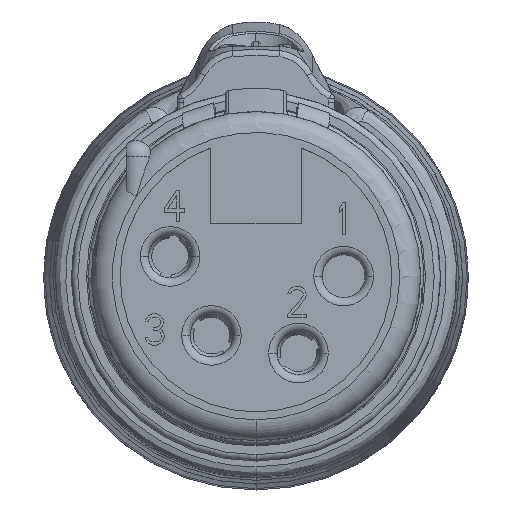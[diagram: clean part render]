
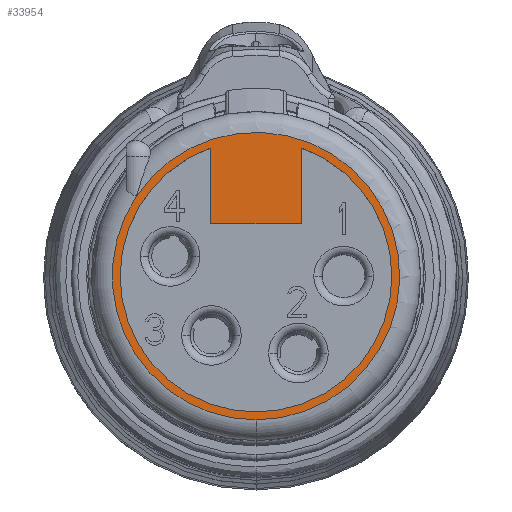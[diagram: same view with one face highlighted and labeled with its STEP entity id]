
A CAD part, top view. The second image highlights one B-rep face of the part: STEP entity #33954.
In plain terms, the highlighted planar face has unit normal (0, 0, 1).
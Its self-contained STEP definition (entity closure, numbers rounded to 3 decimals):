
#9908=CARTESIAN_POINT('',(0.,0.,15.7));
#9909=DIRECTION('',(0.,0.,1.));
#9910=DIRECTION('',(0.,-1.,0.));
#9911=AXIS2_PLACEMENT_3D('',#9908,#9909,#9910);
#9942=CARTESIAN_POINT('',(0.,0.,15.7));
#9943=DIRECTION('',(0.,0.,1.));
#9944=DIRECTION('',(-0.833,0.553,0.));
#9945=AXIS2_PLACEMENT_3D('',#9942,#9943,#9944);
#9947=DIRECTION('',(-1.,0.,0.));
#9948=VECTOR('',#9947,4.14);
#9949=CARTESIAN_POINT('',(2.07,2.5,15.7));
#9950=LINE('',#9949,#9948);
#10147=CARTESIAN_POINT('',(2.07,2.5,15.7));
#10148=CARTESIAN_POINT('',(2.113,2.5,15.7));
#10149=CARTESIAN_POINT('',(2.167,2.533,15.7));
#10150=CARTESIAN_POINT('',(2.2,2.587,15.7));
#10151=CARTESIAN_POINT('',(2.2,2.63,15.7));
#10626=CARTESIAN_POINT('',(0.,0.,15.7));
#10627=DIRECTION('',(0.,0.,-1.));
#10628=DIRECTION('',(0.338,0.941,0.));
#10629=AXIS2_PLACEMENT_3D('',#10626,#10627,#10628);
#10635=DIRECTION('',(0.,1.,0.));
#10636=VECTOR('',#10635,3.486);
#10637=CARTESIAN_POINT('',(2.2,2.63,15.7));
#10638=LINE('',#10637,#10636);
#10653=DIRECTION('',(0.,1.,0.));
#10654=VECTOR('',#10653,3.486);
#10655=CARTESIAN_POINT('',(-2.2,2.63,15.7));
#10656=LINE('',#10655,#10654);
#10667=CARTESIAN_POINT('',(-2.2,2.63,15.7));
#10668=CARTESIAN_POINT('',(-2.2,2.587,15.7));
#10669=CARTESIAN_POINT('',(-2.167,2.533,15.7));
#10670=CARTESIAN_POINT('',(-2.113,2.5,15.7));
#10671=CARTESIAN_POINT('',(-2.07,2.5,15.7));
#16438=CARTESIAN_POINT('',(0.,-6.875,15.7));
#16440=VERTEX_POINT('',#16438);
#16443=CARTESIAN_POINT('',(-5.728,3.802,15.7));
#16444=VERTEX_POINT('',#16443);
#16716=VERTEX_POINT('',#10147);
#16717=VERTEX_POINT('',#10151);
#16718=VERTEX_POINT('',#10667);
#16719=VERTEX_POINT('',#10671);
#16720=CARTESIAN_POINT('',(2.2,6.116,15.7));
#16721=VERTEX_POINT('',#16720);
#16722=CARTESIAN_POINT('',(-2.2,6.116,15.7));
#16723=VERTEX_POINT('',#16722);
#33930=CARTESIAN_POINT('',(0.,0.,15.7));
#33931=DIRECTION('',(0.,0.,-1.));
#33932=DIRECTION('',(0.,-1.,0.));
#33933=AXIS2_PLACEMENT_3D('',#33930,#33931,#33932);
#33934=PLANE('',#33933);
#33935=ORIENTED_EDGE('',*,*,#33917,.F.);
#33937=ORIENTED_EDGE('',*,*,#33936,.F.);
#33938=EDGE_LOOP('',(#33935,#33937));
#33939=FACE_OUTER_BOUND('',#33938,.F.);
#33941=ORIENTED_EDGE('',*,*,#33940,.F.);
#33943=ORIENTED_EDGE('',*,*,#33942,.T.);
#33945=ORIENTED_EDGE('',*,*,#33944,.F.);
#33947=ORIENTED_EDGE('',*,*,#33946,.T.);
#33949=ORIENTED_EDGE('',*,*,#33948,.F.);
#33951=ORIENTED_EDGE('',*,*,#33950,.F.);
#33952=EDGE_LOOP('',(#33941,#33943,#33945,#33947,#33949,#33951));
#33953=FACE_BOUND('',#33952,.F.);
#33954=ADVANCED_FACE('',(#33939,#33953),#33934,.F.);
#9912=CIRCLE('',#9911,6.875);
#9946=CIRCLE('',#9945,6.875);
#10152=B_SPLINE_CURVE_WITH_KNOTS('',3,(#10147,#10148,#10149,#10150,#10151),
.UNSPECIFIED.,.F.,.F.,(4,1,4),(0.,0.5,1.),.UNSPECIFIED.);
#10630=CIRCLE('',#10629,6.5);
#10672=B_SPLINE_CURVE_WITH_KNOTS('',3,(#10667,#10668,#10669,#10670,#10671),
.UNSPECIFIED.,.F.,.F.,(4,1,4),(0.,0.5,1.),.UNSPECIFIED.);
#33917=EDGE_CURVE('',#16440,#16444,#9912,.T.);
#33936=EDGE_CURVE('',#16444,#16440,#9946,.T.);
#33940=EDGE_CURVE('',#16716,#16717,#10152,.T.);
#33942=EDGE_CURVE('',#16716,#16719,#9950,.T.);
#33944=EDGE_CURVE('',#16718,#16719,#10672,.T.);
#33946=EDGE_CURVE('',#16718,#16723,#10656,.T.);
#33948=EDGE_CURVE('',#16721,#16723,#10630,.T.);
#33950=EDGE_CURVE('',#16717,#16721,#10638,.T.);
